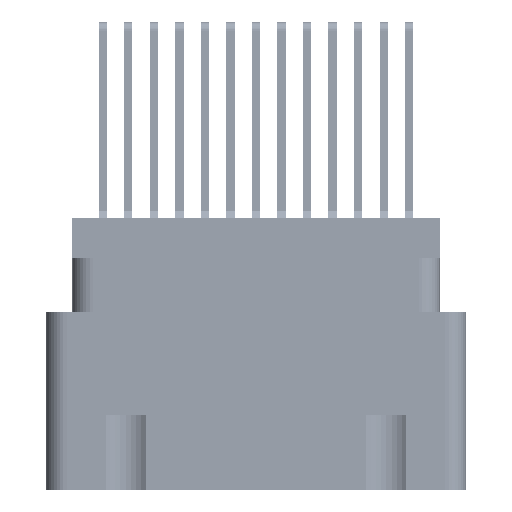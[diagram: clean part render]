
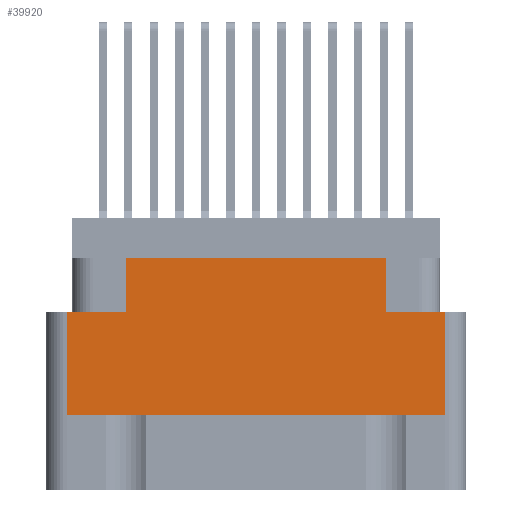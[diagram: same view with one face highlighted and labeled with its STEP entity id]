
A CAD part, left-side view. The second image highlights one B-rep face of the part: STEP entity #39920.
In plain terms, the highlighted planar face has unit normal (-1, 0, 0).
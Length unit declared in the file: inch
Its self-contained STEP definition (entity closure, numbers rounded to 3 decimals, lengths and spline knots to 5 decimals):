
#515 = DIRECTION ( 'NONE',  ( 0., -1., 0. ) ) ;
#634 = VECTOR ( 'NONE', #34648, 39.37008 ) ;
#4127 = LINE ( 'NONE', #62674, #634 ) ;
#4634 = LINE ( 'NONE', #64637, #33027 ) ;
#6368 = EDGE_CURVE ( 'NONE', #44897, #49309, #4634, .T. ) ;
#8076 = EDGE_CURVE ( 'NONE', #35368, #38282, #27244, .T. ) ;
#9214 = EDGE_LOOP ( 'NONE', ( #41335, #22583, #42717, #44651, #32438, #46828, #44787, #30380 ) ) ;
#9464 = CARTESIAN_POINT ( 'NONE',  ( -1.359, 0.555, -0.578 ) ) ;
#9862 = CARTESIAN_POINT ( 'NONE',  ( -1.359, -0.555, -0.578 ) ) ;
#10832 = DIRECTION ( 'NONE',  ( 0., -1., 0. ) ) ;
#11457 = CARTESIAN_POINT ( 'NONE',  ( -1.359, -0.555, -0.274 ) ) ;
#12314 = AXIS2_PLACEMENT_3D ( 'NONE', #25286, #52015, #13930 ) ;
#13073 = DIRECTION ( 'NONE',  ( 0., 0., 1. ) ) ;
#13930 = DIRECTION ( 'NONE',  ( 0., 0., 1. ) ) ;
#13978 = LINE ( 'NONE', #17952, #41551 ) ;
#17952 = CARTESIAN_POINT ( 'NONE',  ( -1.359, 0.3825, -0.274 ) ) ;
#18961 = EDGE_CURVE ( 'NONE', #21901, #35368, #4127, .T. ) ;
#21901 = VERTEX_POINT ( 'NONE', #33949 ) ;
#22143 = EDGE_CURVE ( 'NONE', #49980, #71007, #55061, .T. ) ;
#22583 = ORIENTED_EDGE ( 'NONE', *, *, #18961, .T. ) ;
#24406 = DIRECTION ( 'NONE',  ( 0., 0., 1. ) ) ;
#25143 = CARTESIAN_POINT ( 'NONE',  ( -1.359, 0., -0.274 ) ) ;
#25286 = CARTESIAN_POINT ( 'NONE',  ( -1.359, -0.617, -0.798 ) ) ;
#26245 = DIRECTION ( 'NONE',  ( 0., -1., 0. ) ) ;
#27244 = LINE ( 'NONE', #66339, #34982 ) ;
#28214 = EDGE_CURVE ( 'NONE', #62992, #44897, #13978, .T. ) ;
#30380 = ORIENTED_EDGE ( 'NONE', *, *, #28214, .F. ) ;
#32346 = VECTOR ( 'NONE', #24406, 39.37008 ) ;
#32438 = ORIENTED_EDGE ( 'NONE', *, *, #22143, .F. ) ;
#33027 = VECTOR ( 'NONE', #26245, 39.37008 ) ;
#33949 = CARTESIAN_POINT ( 'NONE',  ( -1.359, 0.555, -0.274 ) ) ;
#34648 = DIRECTION ( 'NONE',  ( 0., 0., -1. ) ) ;
#34982 = VECTOR ( 'NONE', #10832, 39.37008 ) ;
#35368 = VERTEX_POINT ( 'NONE', #9464 ) ;
#38015 = LINE ( 'NONE', #65900, #67401 ) ;
#38282 = VERTEX_POINT ( 'NONE', #9862 ) ;
#39920 = ADVANCED_FACE ( 'NONE', ( #53674 ), #47388, .T. ) ;
#40869 = CARTESIAN_POINT ( 'NONE',  ( -1.359, -0.555, -0.798 ) ) ;
#41335 = ORIENTED_EDGE ( 'NONE', *, *, #55898, .F. ) ;
#41551 = VECTOR ( 'NONE', #13073, 39.37008 ) ;
#42098 = VECTOR ( 'NONE', #47235, 39.37008 ) ;
#42717 = ORIENTED_EDGE ( 'NONE', *, *, #8076, .T. ) ;
#44651 = ORIENTED_EDGE ( 'NONE', *, *, #51749, .T. ) ;
#44787 = ORIENTED_EDGE ( 'NONE', *, *, #6368, .F. ) ;
#44897 = VERTEX_POINT ( 'NONE', #70147 ) ;
#46828 = ORIENTED_EDGE ( 'NONE', *, *, #47147, .T. ) ;
#47147 = EDGE_CURVE ( 'NONE', #49980, #49309, #55688, .T. ) ;
#47235 = DIRECTION ( 'NONE',  ( 0., -1., 0. ) ) ;
#47388 = PLANE ( 'NONE',  #12314 ) ;
#49309 = VERTEX_POINT ( 'NONE', #50716 ) ;
#49980 = VERTEX_POINT ( 'NONE', #62826 ) ;
#50716 = CARTESIAN_POINT ( 'NONE',  ( -1.359, -0.3825, -0.117 ) ) ;
#51749 = EDGE_CURVE ( 'NONE', #38282, #71007, #59598, .T. ) ;
#52015 = DIRECTION ( 'NONE',  ( -1., 0., 0. ) ) ;
#52209 = CARTESIAN_POINT ( 'NONE',  ( -1.359, 0.3825, -0.274 ) ) ;
#53674 = FACE_OUTER_BOUND ( 'NONE', #9214, .T. ) ;
#55061 = LINE ( 'NONE', #25143, #42098 ) ;
#55688 = LINE ( 'NONE', #57391, #32346 ) ;
#55898 = EDGE_CURVE ( 'NONE', #21901, #62992, #38015, .T. ) ;
#57391 = CARTESIAN_POINT ( 'NONE',  ( -1.359, -0.3825, -0.274 ) ) ;
#59598 = LINE ( 'NONE', #40869, #68245 ) ;
#62674 = CARTESIAN_POINT ( 'NONE',  ( -1.359, 0.555, -0.798 ) ) ;
#62826 = CARTESIAN_POINT ( 'NONE',  ( -1.359, -0.3825, -0.274 ) ) ;
#62992 = VERTEX_POINT ( 'NONE', #52209 ) ;
#63152 = DIRECTION ( 'NONE',  ( 0., 0., 1. ) ) ;
#64637 = CARTESIAN_POINT ( 'NONE',  ( -1.359, 0.617, -0.117 ) ) ;
#65900 = CARTESIAN_POINT ( 'NONE',  ( -1.359, 0., -0.274 ) ) ;
#66339 = CARTESIAN_POINT ( 'NONE',  ( -1.359, 0., -0.578 ) ) ;
#67401 = VECTOR ( 'NONE', #515, 39.37008 ) ;
#68245 = VECTOR ( 'NONE', #63152, 39.37008 ) ;
#70147 = CARTESIAN_POINT ( 'NONE',  ( -1.359, 0.3825, -0.117 ) ) ;
#71007 = VERTEX_POINT ( 'NONE', #11457 ) ;
